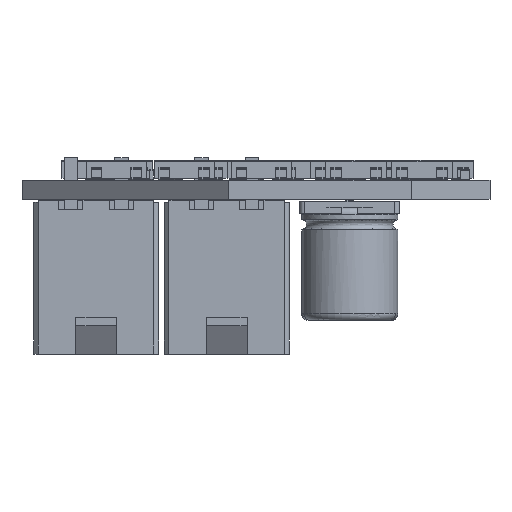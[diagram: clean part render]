
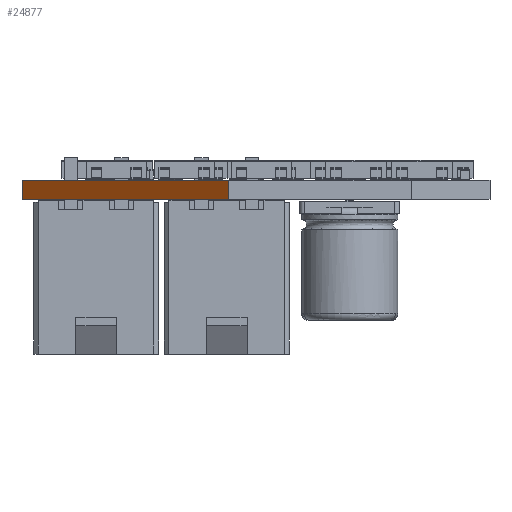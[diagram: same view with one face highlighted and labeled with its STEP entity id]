
A CAD part, left-side view. The second image highlights one B-rep face of the part: STEP entity #24877.
In plain terms, the highlighted planar face has unit normal (-0.732, 0.682, 0).
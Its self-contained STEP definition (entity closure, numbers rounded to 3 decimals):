
#23468 = PLANE('',#23469);
#23469 = AXIS2_PLACEMENT_3D('',#23470,#23471,#23472);
#23470 = CARTESIAN_POINT('',(0.757,-0.602,1.6));
#23471 = DIRECTION('',(0.,0.,1.));
#23472 = DIRECTION('',(1.,0.,0.));
#23496 = PLANE('',#23497);
#23497 = AXIS2_PLACEMENT_3D('',#23498,#23499,#23500);
#23498 = CARTESIAN_POINT('',(43.442,19.45,0.));
#23499 = DIRECTION('',(0.,-1.,0.));
#23500 = DIRECTION('',(-1.,0.,0.));
#23522 = PLANE('',#23523);
#23523 = AXIS2_PLACEMENT_3D('',#23524,#23525,#23526);
#23524 = CARTESIAN_POINT('',(0.757,-0.602,0.));
#23525 = DIRECTION('',(0.,0.,1.));
#23526 = DIRECTION('',(1.,0.,0.));
#23615 = VERTEX_POINT('',#23616);
#23616 = CARTESIAN_POINT('',(-36.111,19.45,1.6));
#23637 = EDGE_CURVE('',#23638,#23615,#23640,.T.);
#23638 = VERTEX_POINT('',#23639);
#23639 = CARTESIAN_POINT('',(-36.111,19.45,0.));
#23640 = SURFACE_CURVE('',#23641,(#23645,#23652),.PCURVE_S1.);
#23641 = LINE('',#23642,#23643);
#23642 = CARTESIAN_POINT('',(-36.111,19.45,0.));
#23643 = VECTOR('',#23644,1.);
#23644 = DIRECTION('',(0.,0.,1.));
#23645 = PCURVE('',#23496,#23646);
#23646 = DEFINITIONAL_REPRESENTATION('',(#23647),#23651);
#23647 = LINE('',#23648,#23649);
#23648 = CARTESIAN_POINT('',(79.553,0.));
#23649 = VECTOR('',#23650,1.);
#23650 = DIRECTION('',(0.,-1.));
#23651 = ( GEOMETRIC_REPRESENTATION_CONTEXT(2) 
PARAMETRIC_REPRESENTATION_CONTEXT() REPRESENTATION_CONTEXT('2D SPACE',''
  ) );
#23652 = PCURVE('',#23653,#23658);
#23653 = PLANE('',#23654);
#23654 = AXIS2_PLACEMENT_3D('',#23655,#23656,#23657);
#23655 = CARTESIAN_POINT('',(-36.111,19.45,0.));
#23656 = DIRECTION('',(0.732,-0.682,0.));
#23657 = DIRECTION('',(-0.682,-0.732,0.));
#23658 = DEFINITIONAL_REPRESENTATION('',(#23659),#23663);
#23659 = LINE('',#23660,#23661);
#23660 = CARTESIAN_POINT('',(0.,0.));
#23661 = VECTOR('',#23662,1.);
#23662 = DIRECTION('',(0.,-1.));
#23663 = ( GEOMETRIC_REPRESENTATION_CONTEXT(2) 
PARAMETRIC_REPRESENTATION_CONTEXT() REPRESENTATION_CONTEXT('2D SPACE',''
  ) );
#23691 = EDGE_CURVE('',#23638,#23692,#23694,.T.);
#23692 = VERTEX_POINT('',#23693);
#23693 = CARTESIAN_POINT('',(-52.113,2.279,0.));
#23694 = SURFACE_CURVE('',#23695,(#23699,#23706),.PCURVE_S1.);
#23695 = LINE('',#23696,#23697);
#23696 = CARTESIAN_POINT('',(-36.111,19.45,0.));
#23697 = VECTOR('',#23698,1.);
#23698 = DIRECTION('',(-0.682,-0.732,0.));
#23699 = PCURVE('',#23522,#23700);
#23700 = DEFINITIONAL_REPRESENTATION('',(#23701),#23705);
#23701 = LINE('',#23702,#23703);
#23702 = CARTESIAN_POINT('',(-36.868,20.052));
#23703 = VECTOR('',#23704,1.);
#23704 = DIRECTION('',(-0.682,-0.732));
#23705 = ( GEOMETRIC_REPRESENTATION_CONTEXT(2) 
PARAMETRIC_REPRESENTATION_CONTEXT() REPRESENTATION_CONTEXT('2D SPACE',''
  ) );
#23706 = PCURVE('',#23653,#23707);
#23707 = DEFINITIONAL_REPRESENTATION('',(#23708),#23712);
#23708 = LINE('',#23709,#23710);
#23709 = CARTESIAN_POINT('',(0.,0.));
#23710 = VECTOR('',#23711,1.);
#23711 = DIRECTION('',(1.,0.));
#23712 = ( GEOMETRIC_REPRESENTATION_CONTEXT(2) 
PARAMETRIC_REPRESENTATION_CONTEXT() REPRESENTATION_CONTEXT('2D SPACE',''
  ) );
#23730 = PLANE('',#23731);
#23731 = AXIS2_PLACEMENT_3D('',#23732,#23733,#23734);
#23732 = CARTESIAN_POINT('',(-52.113,2.279,0.));
#23733 = DIRECTION('',(1.,-0.001,0.));
#23734 = DIRECTION('',(-0.001,-1.,0.));
#24321 = EDGE_CURVE('',#23615,#24322,#24324,.T.);
#24322 = VERTEX_POINT('',#24323);
#24323 = CARTESIAN_POINT('',(-52.113,2.279,1.6));
#24324 = SURFACE_CURVE('',#24325,(#24329,#24336),.PCURVE_S1.);
#24325 = LINE('',#24326,#24327);
#24326 = CARTESIAN_POINT('',(-36.111,19.45,1.6));
#24327 = VECTOR('',#24328,1.);
#24328 = DIRECTION('',(-0.682,-0.732,0.));
#24329 = PCURVE('',#23468,#24330);
#24330 = DEFINITIONAL_REPRESENTATION('',(#24331),#24335);
#24331 = LINE('',#24332,#24333);
#24332 = CARTESIAN_POINT('',(-36.868,20.052));
#24333 = VECTOR('',#24334,1.);
#24334 = DIRECTION('',(-0.682,-0.732));
#24335 = ( GEOMETRIC_REPRESENTATION_CONTEXT(2) 
PARAMETRIC_REPRESENTATION_CONTEXT() REPRESENTATION_CONTEXT('2D SPACE',''
  ) );
#24336 = PCURVE('',#23653,#24337);
#24337 = DEFINITIONAL_REPRESENTATION('',(#24338),#24342);
#24338 = LINE('',#24339,#24340);
#24339 = CARTESIAN_POINT('',(0.,-1.6));
#24340 = VECTOR('',#24341,1.);
#24341 = DIRECTION('',(1.,0.));
#24342 = ( GEOMETRIC_REPRESENTATION_CONTEXT(2) 
PARAMETRIC_REPRESENTATION_CONTEXT() REPRESENTATION_CONTEXT('2D SPACE',''
  ) );
#24877 = ADVANCED_FACE('',(#24878),#23653,.F.);
#24878 = FACE_BOUND('',#24879,.F.);
#24879 = EDGE_LOOP('',(#24880,#24881,#24882,#24903));
#24880 = ORIENTED_EDGE('',*,*,#23637,.T.);
#24881 = ORIENTED_EDGE('',*,*,#24321,.T.);
#24882 = ORIENTED_EDGE('',*,*,#24883,.F.);
#24883 = EDGE_CURVE('',#23692,#24322,#24884,.T.);
#24884 = SURFACE_CURVE('',#24885,(#24889,#24896),.PCURVE_S1.);
#24885 = LINE('',#24886,#24887);
#24886 = CARTESIAN_POINT('',(-52.113,2.279,0.));
#24887 = VECTOR('',#24888,1.);
#24888 = DIRECTION('',(0.,0.,1.));
#24889 = PCURVE('',#23653,#24890);
#24890 = DEFINITIONAL_REPRESENTATION('',(#24891),#24895);
#24891 = LINE('',#24892,#24893);
#24892 = CARTESIAN_POINT('',(23.471,0.));
#24893 = VECTOR('',#24894,1.);
#24894 = DIRECTION('',(0.,-1.));
#24895 = ( GEOMETRIC_REPRESENTATION_CONTEXT(2) 
PARAMETRIC_REPRESENTATION_CONTEXT() REPRESENTATION_CONTEXT('2D SPACE',''
  ) );
#24896 = PCURVE('',#23730,#24897);
#24897 = DEFINITIONAL_REPRESENTATION('',(#24898),#24902);
#24898 = LINE('',#24899,#24900);
#24899 = CARTESIAN_POINT('',(0.,0.));
#24900 = VECTOR('',#24901,1.);
#24901 = DIRECTION('',(0.,-1.));
#24902 = ( GEOMETRIC_REPRESENTATION_CONTEXT(2) 
PARAMETRIC_REPRESENTATION_CONTEXT() REPRESENTATION_CONTEXT('2D SPACE',''
  ) );
#24903 = ORIENTED_EDGE('',*,*,#23691,.F.);
